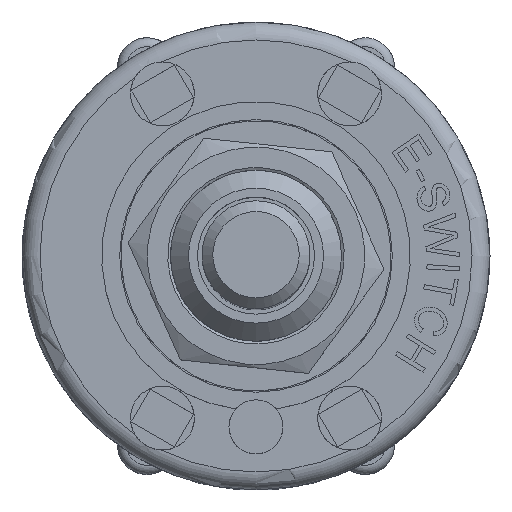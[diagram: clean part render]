
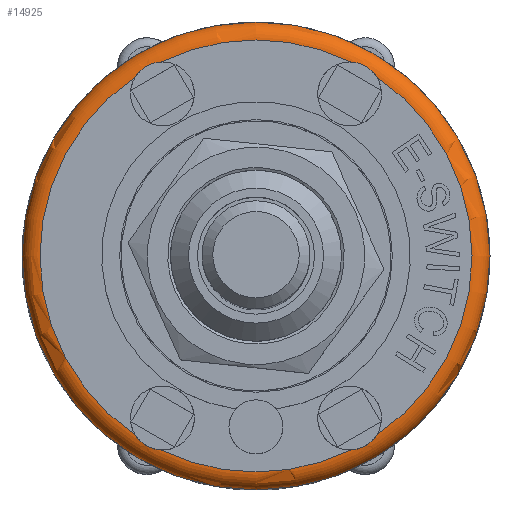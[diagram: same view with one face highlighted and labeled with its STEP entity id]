
A CAD part, top view. The second image highlights one B-rep face of the part: STEP entity #14925.
In plain terms, the highlighted toroidal (fillet/blend) face has major radius 12 mm and minor radius 1 mm.
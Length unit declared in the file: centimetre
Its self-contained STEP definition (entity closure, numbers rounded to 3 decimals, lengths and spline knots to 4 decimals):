
#32=TOROIDAL_SURFACE('',#15745,1.2,0.1);
#654=B_SPLINE_CURVE_WITH_KNOTS('',3,(#25416,#25417,#25418,#25419,#25420,
#25421,#25422,#25423,#25424,#25425,#25426,#25427),.UNSPECIFIED.,.F.,.F.,
(4,2,2,2,2,4),(-0.2692,-0.2446,-0.216,
-0.1921,-0.1645,-0.1357),.UNSPECIFIED.);
#655=B_SPLINE_CURVE_WITH_KNOTS('',3,(#25438,#25439,#25440,#25441,#25442,
#25443,#25444,#25445,#25446,#25447,#25448,#25449),.UNSPECIFIED.,.F.,.F.,
(4,2,2,2,2,4),(-0.2692,-0.2446,-0.216,
-0.1921,-0.1645,-0.1357),.UNSPECIFIED.);
#656=B_SPLINE_CURVE_WITH_KNOTS('',3,(#25460,#25461,#25462,#25463,#25464,
#25465,#25466,#25467,#25468,#25469,#25470,#25471),.UNSPECIFIED.,.F.,.F.,
(4,2,2,2,2,4),(-0.2692,-0.2446,-0.216,
-0.1921,-0.1645,-0.1357),.UNSPECIFIED.);
#657=B_SPLINE_CURVE_WITH_KNOTS('',3,(#25482,#25483,#25484,#25485,#25486,
#25487,#25488,#25489,#25490,#25491,#25492,#25493),.UNSPECIFIED.,.F.,.F.,
(4,2,2,2,2,4),(-0.2692,-0.2446,-0.216,
-0.1921,-0.1645,-0.1357),.UNSPECIFIED.);
#1964=FACE_OUTER_BOUND('',#2848,.T.);
#2848=EDGE_LOOP('',(#13619,#13620,#13621,#13622,#13623,#13624,#13625,#13626,
#13627,#13628,#13629,#13630));
#6286=CIRCLE('',#15683,1.3);
#6302=CIRCLE('',#15746,0.1);
#6303=CIRCLE('',#15747,1.2);
#6304=CIRCLE('',#15748,1.2);
#6305=CIRCLE('',#15749,1.2);
#6306=CIRCLE('',#15750,1.2);
#6307=CIRCLE('',#15751,1.2);
#7519=VERTEX_POINT('',#25135);
#7615=VERTEX_POINT('',#25414);
#7616=VERTEX_POINT('',#25415);
#7619=VERTEX_POINT('',#25436);
#7620=VERTEX_POINT('',#25437);
#7623=VERTEX_POINT('',#25458);
#7624=VERTEX_POINT('',#25459);
#7627=VERTEX_POINT('',#25480);
#7628=VERTEX_POINT('',#25481);
#7631=VERTEX_POINT('',#25502);
#9541=EDGE_CURVE('',#7519,#7519,#6286,.T.);
#9685=EDGE_CURVE('',#7615,#7616,#654,.T.);
#9690=EDGE_CURVE('',#7619,#7620,#655,.T.);
#9695=EDGE_CURVE('',#7623,#7624,#656,.T.);
#9700=EDGE_CURVE('',#7627,#7628,#657,.T.);
#9705=EDGE_CURVE('',#7519,#7631,#6302,.T.);
#9706=EDGE_CURVE('',#7631,#7623,#6303,.T.);
#9707=EDGE_CURVE('',#7624,#7619,#6304,.T.);
#9708=EDGE_CURVE('',#7620,#7615,#6305,.T.);
#9709=EDGE_CURVE('',#7616,#7627,#6306,.T.);
#9710=EDGE_CURVE('',#7628,#7631,#6307,.T.);
#13619=ORIENTED_EDGE('',*,*,#9541,.T.);
#13620=ORIENTED_EDGE('',*,*,#9705,.T.);
#13621=ORIENTED_EDGE('',*,*,#9706,.T.);
#13622=ORIENTED_EDGE('',*,*,#9695,.T.);
#13623=ORIENTED_EDGE('',*,*,#9707,.T.);
#13624=ORIENTED_EDGE('',*,*,#9690,.T.);
#13625=ORIENTED_EDGE('',*,*,#9708,.T.);
#13626=ORIENTED_EDGE('',*,*,#9685,.T.);
#13627=ORIENTED_EDGE('',*,*,#9709,.T.);
#13628=ORIENTED_EDGE('',*,*,#9700,.T.);
#13629=ORIENTED_EDGE('',*,*,#9710,.T.);
#13630=ORIENTED_EDGE('',*,*,#9705,.F.);
#14925=ADVANCED_FACE('',(#1964),#32,.T.);
#15683=AXIS2_PLACEMENT_3D('',#25136,#18479,#18480);
#15745=AXIS2_PLACEMENT_3D('',#25501,#18747,#18748);
#15746=AXIS2_PLACEMENT_3D('',#25503,#18749,#18750);
#15747=AXIS2_PLACEMENT_3D('',#25504,#18751,#18752);
#15748=AXIS2_PLACEMENT_3D('',#25505,#18753,#18754);
#15749=AXIS2_PLACEMENT_3D('',#25506,#18755,#18756);
#15750=AXIS2_PLACEMENT_3D('',#25507,#18757,#18758);
#15751=AXIS2_PLACEMENT_3D('',#25508,#18759,#18760);
#18479=DIRECTION('center_axis',(0.,0.,1.));
#18480=DIRECTION('ref_axis',(-1.,0.,0.));
#18747=DIRECTION('center_axis',(0.,0.,-1.));
#18748=DIRECTION('ref_axis',(-1.,0.,0.));
#18749=DIRECTION('center_axis',(0.,-1.,0.));
#18750=DIRECTION('ref_axis',(1.,0.,0.));
#18751=DIRECTION('center_axis',(0.,0.,-1.));
#18752=DIRECTION('ref_axis',(-1.,0.,0.));
#18753=DIRECTION('center_axis',(0.,0.,-1.));
#18754=DIRECTION('ref_axis',(-1.,0.,0.));
#18755=DIRECTION('center_axis',(0.,0.,-1.));
#18756=DIRECTION('ref_axis',(-1.,0.,0.));
#18757=DIRECTION('center_axis',(0.,0.,-1.));
#18758=DIRECTION('ref_axis',(-1.,0.,0.));
#18759=DIRECTION('center_axis',(0.,0.,-1.));
#18760=DIRECTION('ref_axis',(-1.,0.,0.));
#25135=CARTESIAN_POINT('',(1.3,0.,0.92));
#25136=CARTESIAN_POINT('Origin',(0.,0.,0.92));
#25414=CARTESIAN_POINT('',(-0.67,0.9955,1.02));
#25415=CARTESIAN_POINT('',(-0.5271,1.078,1.02));
#25416=CARTESIAN_POINT('Ctrl Pts',(-0.67,0.9955,
1.02));
#25417=CARTESIAN_POINT('Ctrl Pts',(-0.6646,1.0041,
1.02));
#25418=CARTESIAN_POINT('Ctrl Pts',(-0.6583,1.0124,
1.0198));
#25419=CARTESIAN_POINT('Ctrl Pts',(-0.6428,1.0294,
1.0191));
#25420=CARTESIAN_POINT('Ctrl Pts',(-0.6335,1.0377,
1.0188));
#25421=CARTESIAN_POINT('Ctrl Pts',(-0.615,1.051,1.0184));
#25422=CARTESIAN_POINT('Ctrl Pts',(-0.6061,1.0563,
1.0184));
#25423=CARTESIAN_POINT('Ctrl Pts',(-0.5859,1.0659,1.0187));
#25424=CARTESIAN_POINT('Ctrl Pts',(-0.5747,1.07,1.019));
#25425=CARTESIAN_POINT('Ctrl Pts',(-0.551,1.0759,1.0197));
#25426=CARTESIAN_POINT('Ctrl Pts',(-0.539,1.0775,
1.02));
#25427=CARTESIAN_POINT('Ctrl Pts',(-0.5271,1.078,
1.02));
#25436=CARTESIAN_POINT('',(-0.5271,-1.078,1.02));
#25437=CARTESIAN_POINT('',(-0.67,-0.9955,1.02));
#25438=CARTESIAN_POINT('Ctrl Pts',(-0.5271,-1.078,
1.02));
#25439=CARTESIAN_POINT('Ctrl Pts',(-0.5373,-1.0776,
1.02));
#25440=CARTESIAN_POINT('Ctrl Pts',(-0.5476,-1.0763,
1.0198));
#25441=CARTESIAN_POINT('Ctrl Pts',(-0.5701,-1.0714,1.0191));
#25442=CARTESIAN_POINT('Ctrl Pts',(-0.5819,-1.0675,
1.0188));
#25443=CARTESIAN_POINT('Ctrl Pts',(-0.6027,-1.0581,
1.0184));
#25444=CARTESIAN_POINT('Ctrl Pts',(-0.6117,-1.053,
1.0184));
#25445=CARTESIAN_POINT('Ctrl Pts',(-0.6301,-1.0404,
1.0187));
#25446=CARTESIAN_POINT('Ctrl Pts',(-0.6393,-1.0327,
1.019));
#25447=CARTESIAN_POINT('Ctrl Pts',(-0.6562,-1.0151,
1.0197));
#25448=CARTESIAN_POINT('Ctrl Pts',(-0.6637,-1.0055,
1.02));
#25449=CARTESIAN_POINT('Ctrl Pts',(-0.67,-0.9955,
1.02));
#25458=CARTESIAN_POINT('',(0.67,-0.9955,1.02));
#25459=CARTESIAN_POINT('',(0.5271,-1.078,1.02));
#25460=CARTESIAN_POINT('Ctrl Pts',(0.67,-0.9955,
1.02));
#25461=CARTESIAN_POINT('Ctrl Pts',(0.6646,-1.0041,
1.02));
#25462=CARTESIAN_POINT('Ctrl Pts',(0.6583,-1.0124,
1.0198));
#25463=CARTESIAN_POINT('Ctrl Pts',(0.6428,-1.0294,
1.0191));
#25464=CARTESIAN_POINT('Ctrl Pts',(0.6335,-1.0377,
1.0188));
#25465=CARTESIAN_POINT('Ctrl Pts',(0.615,-1.051,
1.0184));
#25466=CARTESIAN_POINT('Ctrl Pts',(0.6061,-1.0563,
1.0184));
#25467=CARTESIAN_POINT('Ctrl Pts',(0.5859,-1.0659,1.0187));
#25468=CARTESIAN_POINT('Ctrl Pts',(0.5747,-1.07,1.019));
#25469=CARTESIAN_POINT('Ctrl Pts',(0.551,-1.0759,
1.0197));
#25470=CARTESIAN_POINT('Ctrl Pts',(0.539,-1.0775,
1.02));
#25471=CARTESIAN_POINT('Ctrl Pts',(0.5271,-1.078,
1.02));
#25480=CARTESIAN_POINT('',(0.5271,1.078,1.02));
#25481=CARTESIAN_POINT('',(0.67,0.9955,1.02));
#25482=CARTESIAN_POINT('Ctrl Pts',(0.5271,1.078,1.02));
#25483=CARTESIAN_POINT('Ctrl Pts',(0.5373,1.0776,1.02));
#25484=CARTESIAN_POINT('Ctrl Pts',(0.5476,1.0763,1.0198));
#25485=CARTESIAN_POINT('Ctrl Pts',(0.5701,1.0714,1.0191));
#25486=CARTESIAN_POINT('Ctrl Pts',(0.5819,1.0675,1.0188));
#25487=CARTESIAN_POINT('Ctrl Pts',(0.6027,1.0581,1.0184));
#25488=CARTESIAN_POINT('Ctrl Pts',(0.6117,1.053,1.0184));
#25489=CARTESIAN_POINT('Ctrl Pts',(0.6301,1.0404,1.0187));
#25490=CARTESIAN_POINT('Ctrl Pts',(0.6393,1.0327,1.019));
#25491=CARTESIAN_POINT('Ctrl Pts',(0.6562,1.0151,1.0197));
#25492=CARTESIAN_POINT('Ctrl Pts',(0.6637,1.0055,1.02));
#25493=CARTESIAN_POINT('Ctrl Pts',(0.67,0.9955,
1.02));
#25501=CARTESIAN_POINT('Origin',(0.,0.,0.92));
#25502=CARTESIAN_POINT('',(1.2,0.,1.02));
#25503=CARTESIAN_POINT('Origin',(1.2,0.,0.92));
#25504=CARTESIAN_POINT('Origin',(0.,0.,1.02));
#25505=CARTESIAN_POINT('Origin',(0.,0.,1.02));
#25506=CARTESIAN_POINT('Origin',(0.,0.,1.02));
#25507=CARTESIAN_POINT('Origin',(0.,0.,1.02));
#25508=CARTESIAN_POINT('Origin',(0.,0.,1.02));
